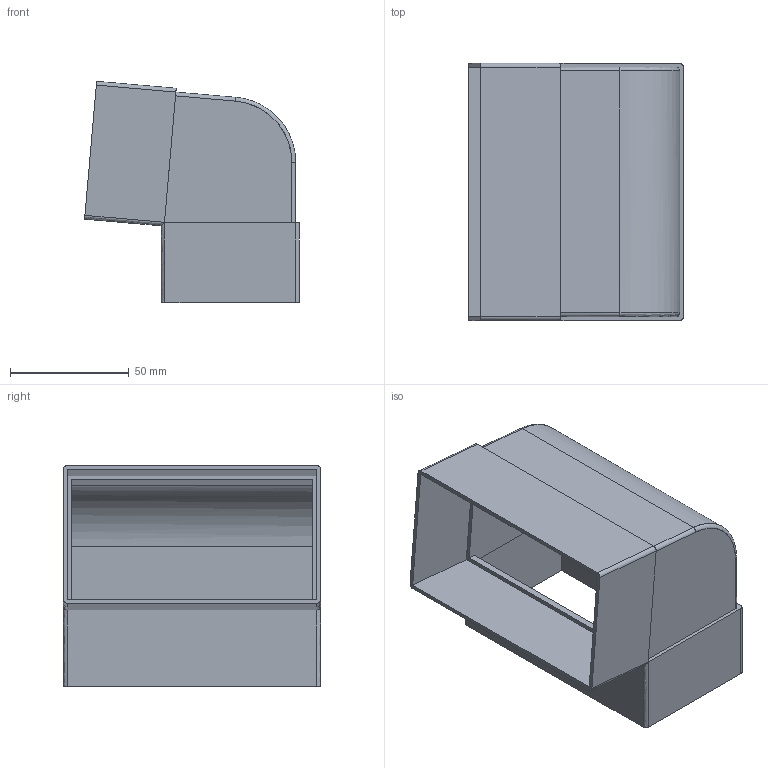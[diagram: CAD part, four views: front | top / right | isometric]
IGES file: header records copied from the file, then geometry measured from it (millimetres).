
Start section: C
Global section: file name: R002105095.igs; native system: By Siemens PLM Incorporated; preprocessor: XPlus GENERIC/IGES 20.0.26; author: Author; organization: Title; date: 20190728.210248; units: millimetre
Bounding box: 90.41 x 108.2 x 93.13 mm (x, y, z)
Surface area: 75379.1 mm2 (no closed solid volume)
Topology: 0 solids, 0 shells, 48 faces, 248 edges, 248 vertices
Faces by surface type: bspline 48
